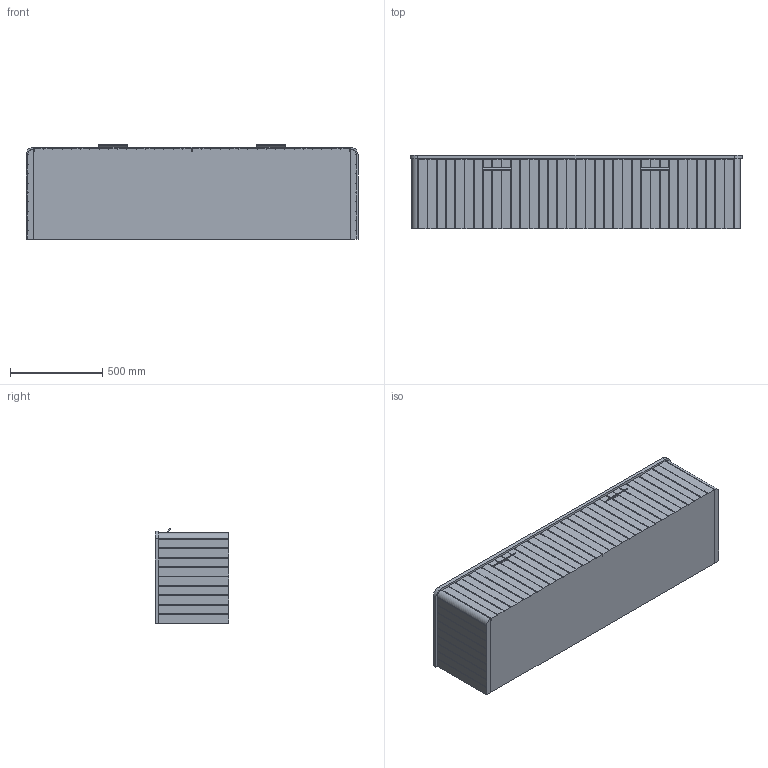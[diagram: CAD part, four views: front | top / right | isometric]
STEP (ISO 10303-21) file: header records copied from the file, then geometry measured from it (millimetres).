
FILE_DESCRIPTION (( 'STEP AP214' ), '1' );
FILE_NAME ('Kado Neue 1800 All Drawer.STEP', '2019-07-10T05:45:47', ( '' ), ( '' ), 'SwSTEP 2.0', 'SolidWorks 2015', '' );
FILE_SCHEMA (( 'AUTOMOTIVE_DESIGN' ));
Length unit declared in the file: millimetre
Products named in the file (3): Kado Neue 1800 All Drawer; Hammer
Assembly tree (3 placements, depth 2):
  Kado Neue 1800 All Drawer
    Kado Neue 1800 All Drawer
    Hammer  x2
Bounding box: 1800 x 400 x 513.55 mm (x, y, z)
Volume: 78163259.5 mm3; surface area: 7699846.5 mm2
Topology: 6 solids, 6 shells, 275 faces, 746 edges, 476 vertices
Faces by surface type: plane 207, cylinder 48, sphere 20
Entity records: 7422 total; most frequent: CARTESIAN_POINT 1317, ORIENTED_EDGE 1282, DIRECTION 1171, EDGE_CURVE 641, VECTOR 579, LINE 579, VERTEX_POINT 418, AXIS2_PLACEMENT_3D 296
